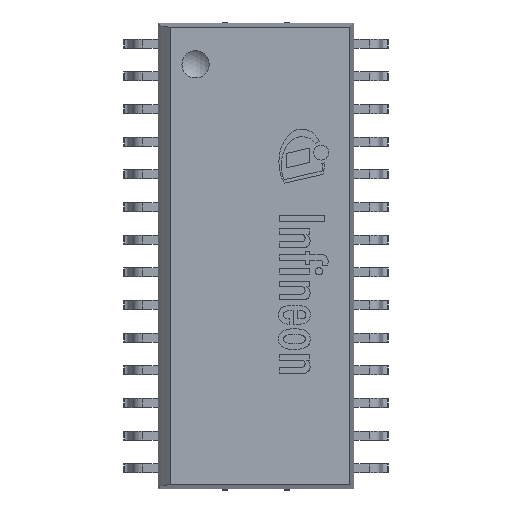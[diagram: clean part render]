
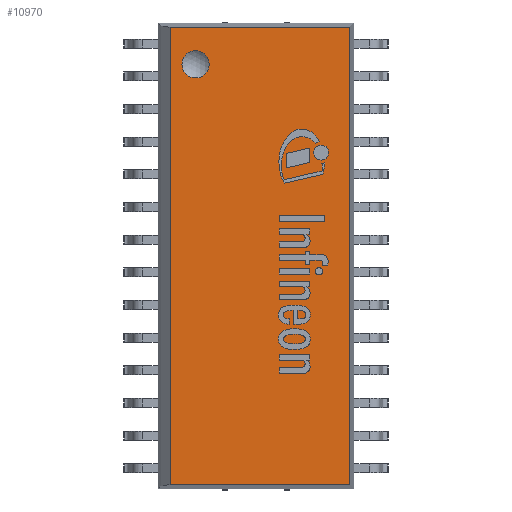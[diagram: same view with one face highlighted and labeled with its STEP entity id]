
A CAD part, top view. The second image highlights one B-rep face of the part: STEP entity #10970.
In plain terms, the highlighted planar face has unit normal (0, 0, 1).
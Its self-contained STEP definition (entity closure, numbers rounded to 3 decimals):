
#359=FACE_BOUND('',#1526,.T.);
#376=CIRCLE('',#11679,0.529);
#865=FACE_OUTER_BOUND('',#1525,.T.);
#1525=EDGE_LOOP('',(#7333,#7334,#7335,#7336));
#1526=EDGE_LOOP('',(#7337));
#2185=LINE('',#16263,#3359);
#2187=LINE('',#16267,#3361);
#2192=LINE('',#16277,#3366);
#2195=LINE('',#16288,#3369);
#3359=VECTOR('',#12850,1.);
#3361=VECTOR('',#12854,1.);
#3366=VECTOR('',#12863,1.);
#3369=VECTOR('',#12876,1.);
#4533=VERTEX_POINT('',#16260);
#4534=VERTEX_POINT('',#16262);
#4535=VERTEX_POINT('',#16266);
#4538=VERTEX_POINT('',#16276);
#4541=VERTEX_POINT('',#16285);
#5641=EDGE_CURVE('',#4534,#4533,#2185,.T.);
#5643=EDGE_CURVE('',#4535,#4534,#2187,.T.);
#5648=EDGE_CURVE('',#4538,#4535,#2192,.T.);
#5652=EDGE_CURVE('',#4541,#4541,#376,.T.);
#5653=EDGE_CURVE('',#4538,#4533,#2195,.T.);
#7333=ORIENTED_EDGE('',*,*,#5641,.T.);
#7334=ORIENTED_EDGE('',*,*,#5653,.F.);
#7335=ORIENTED_EDGE('',*,*,#5648,.T.);
#7336=ORIENTED_EDGE('',*,*,#5643,.T.);
#7337=ORIENTED_EDGE('',*,*,#5652,.T.);
#10550=PLANE('',#11680);
#10970=ADVANCED_FACE('',(#865,#359),#10550,.F.);
#11679=AXIS2_PLACEMENT_3D('',#16286,#12872,#12873);
#11680=AXIS2_PLACEMENT_3D('',#16287,#12874,#12875);
#12850=DIRECTION('',(-1.,0.,0.));
#12854=DIRECTION('',(0.,1.,0.));
#12863=DIRECTION('',(1.,0.,0.));
#12872=DIRECTION('center_axis',(0.,0.,-1.));
#12873=DIRECTION('ref_axis',(0.,-1.,0.));
#12874=DIRECTION('center_axis',(0.,0.,-1.));
#12875=DIRECTION('ref_axis',(0.,-1.,0.));
#12876=DIRECTION('',(0.,1.,0.));
#16260=CARTESIAN_POINT('',(-3.341,8.892,2.65));
#16262=CARTESIAN_POINT('',(3.642,8.892,2.65));
#16263=CARTESIAN_POINT('',(0.329,8.892,2.65));
#16266=CARTESIAN_POINT('',(3.642,-8.892,2.65));
#16267=CARTESIAN_POINT('',(3.642,-9.05,2.65));
#16276=CARTESIAN_POINT('',(-3.341,-8.892,2.65));
#16277=CARTESIAN_POINT('',(0.329,-8.892,2.65));
#16285=CARTESIAN_POINT('',(-2.35,7.979,2.65));
#16286=CARTESIAN_POINT('Origin',(-2.35,7.45,2.65));
#16287=CARTESIAN_POINT('Origin',(-3.341,-9.05,2.65));
#16288=CARTESIAN_POINT('',(-3.341,-9.05,2.65));
